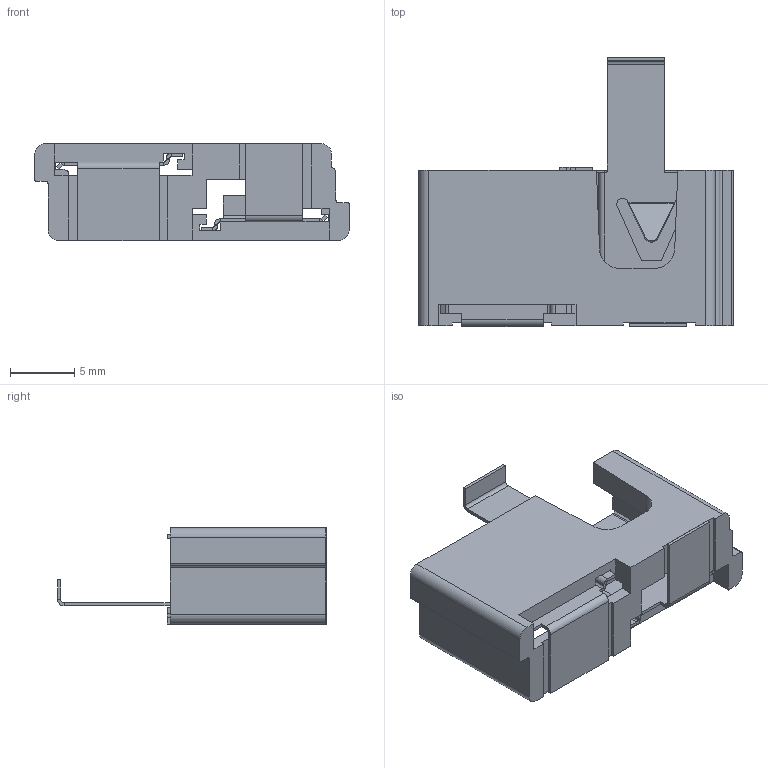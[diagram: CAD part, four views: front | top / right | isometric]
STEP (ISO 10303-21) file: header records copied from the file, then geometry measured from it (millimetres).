
FILE_DESCRIPTION (( 'STEP AP214' ), '1' );
FILE_NAME ('BK-5058-SM.STEP', '2019-10-22T22:13:13', ( '' ), ( '' ), 'SwSTEP 2.0', 'SolidWorks 2017', '' );
FILE_SCHEMA (( 'AUTOMOTIVE_DESIGN' ));
Length unit declared in the file: inch
Products named in the file (1): BK-5058-SM
Bounding box: 24.38 x 20.88 x 7.57 mm (x, y, z)
Volume: 912 mm3; surface area: 2232.1 mm2
Topology: 3 solids, 3 shells, 244 faces, 632 edges, 392 vertices
Faces by surface type: plane 188, cylinder 52, bspline 4
Entity records: 7373 total; most frequent: CARTESIAN_POINT 1337, ORIENTED_EDGE 1264, DIRECTION 1197, EDGE_CURVE 632, LINE 517, VECTOR 517, VERTEX_POINT 392, AXIS2_PLACEMENT_3D 340
